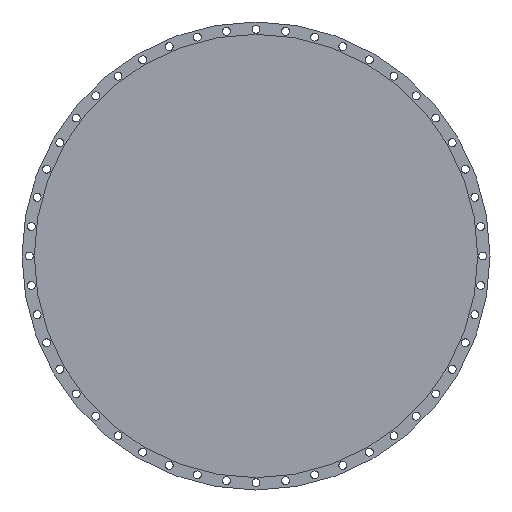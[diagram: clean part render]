
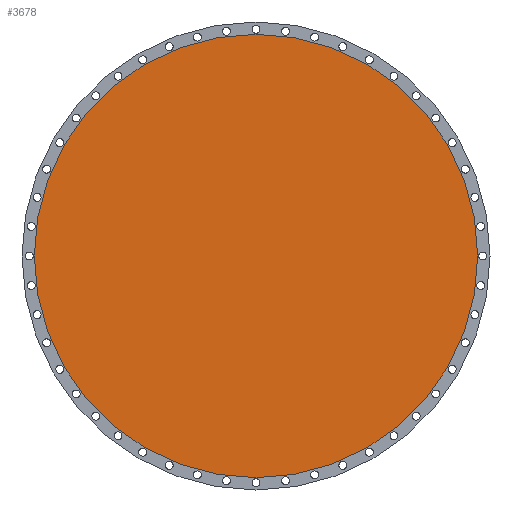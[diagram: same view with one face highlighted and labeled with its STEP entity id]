
A CAD part, left-side view. The second image highlights one B-rep face of the part: STEP entity #3678.
In plain terms, the highlighted planar face has unit normal (-1, 0, 0).
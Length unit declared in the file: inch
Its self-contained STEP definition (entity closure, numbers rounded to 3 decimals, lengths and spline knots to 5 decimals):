
#157 = AXIS2_PLACEMENT_3D ( 'NONE', #1697, #2880, #1108 ) ;
#211 = DIRECTION ( 'NONE',  ( -1., 0., 0. ) ) ;
#383 = EDGE_LOOP ( 'NONE', ( #3614, #1705 ) ) ;
#576 = PLANE ( 'NONE',  #157 ) ;
#580 = AXIS2_PLACEMENT_3D ( 'NONE', #3262, #613, #630 ) ;
#610 = CARTESIAN_POINT ( 'NONE',  ( 0., 0., 28.125 ) ) ;
#613 = DIRECTION ( 'NONE',  ( -1., 0., 0. ) ) ;
#615 = VERTEX_POINT ( 'NONE', #3444 ) ;
#630 = DIRECTION ( 'NONE',  ( 0., 0., 1. ) ) ;
#746 = AXIS2_PLACEMENT_3D ( 'NONE', #3087, #211, #3655 ) ;
#1108 = DIRECTION ( 'NONE',  ( 0., 0., 1. ) ) ;
#1307 = CIRCLE ( 'NONE', #580, 28.125 ) ;
#1662 = EDGE_CURVE ( 'NONE', #615, #3742, #1736, .T. ) ;
#1697 = CARTESIAN_POINT ( 'NONE',  ( 0., 0., 0. ) ) ;
#1705 = ORIENTED_EDGE ( 'NONE', *, *, #1662, .T. ) ;
#1736 = CIRCLE ( 'NONE', #746, 28.125 ) ;
#2317 = FACE_OUTER_BOUND ( 'NONE', #383, .T. ) ;
#2880 = DIRECTION ( 'NONE',  ( -1., 0., 0. ) ) ;
#3087 = CARTESIAN_POINT ( 'NONE',  ( 0., 0., 0. ) ) ;
#3262 = CARTESIAN_POINT ( 'NONE',  ( 0., 0., 0. ) ) ;
#3325 = EDGE_CURVE ( 'NONE', #3742, #615, #1307, .T. ) ;
#3444 = CARTESIAN_POINT ( 'NONE',  ( 0., 0., -28.125 ) ) ;
#3614 = ORIENTED_EDGE ( 'NONE', *, *, #3325, .T. ) ;
#3655 = DIRECTION ( 'NONE',  ( 0., 0., 1. ) ) ;
#3678 = ADVANCED_FACE ( 'NONE', ( #2317 ), #576, .T. ) ;
#3742 = VERTEX_POINT ( 'NONE', #610 ) ;
